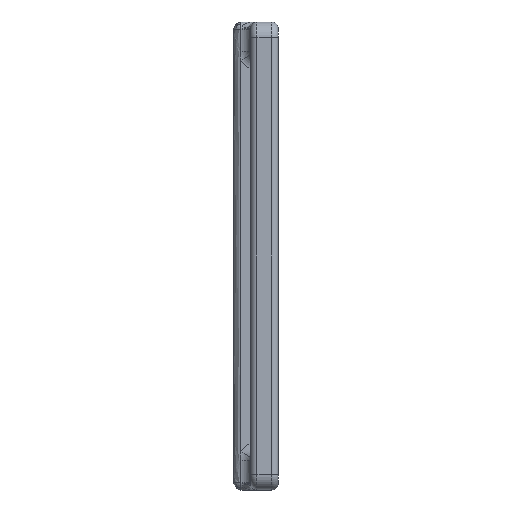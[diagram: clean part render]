
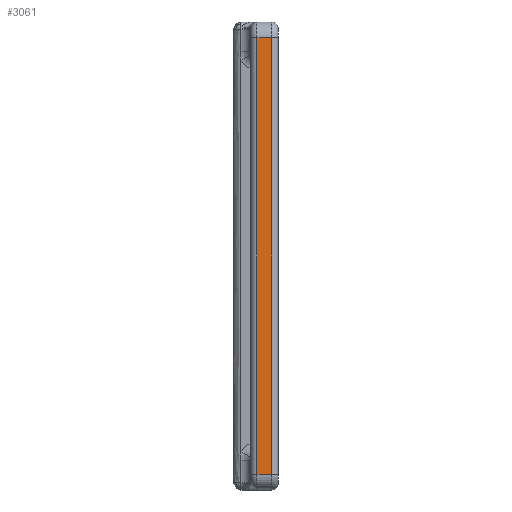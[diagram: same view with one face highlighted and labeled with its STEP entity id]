
A CAD part, left-side view. The second image highlights one B-rep face of the part: STEP entity #3061.
In plain terms, the highlighted planar face has unit normal (-1, 0, 0).
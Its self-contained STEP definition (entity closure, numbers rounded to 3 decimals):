
#545 = DIRECTION ( 'NONE',  ( 0., 0., -1. ) ) ;
#671 = EDGE_CURVE ( 'NONE', #23370, #6687, #18012, .T. ) ;
#690 = CARTESIAN_POINT ( 'NONE',  ( -16.35, 2.68, -13.46 ) ) ;
#1202 = LINE ( 'NONE', #12603, #21792 ) ;
#1247 = VERTEX_POINT ( 'NONE', #4981 ) ;
#1379 = ORIENTED_EDGE ( 'NONE', *, *, #671, .T. ) ;
#1567 = DIRECTION ( 'NONE',  ( -1., 0., 0. ) ) ;
#1816 = ORIENTED_EDGE ( 'NONE', *, *, #10908, .T. ) ;
#2759 = DIRECTION ( 'NONE',  ( 0., 1., 0. ) ) ;
#3000 = PLANE ( 'NONE',  #4810 ) ;
#3061 = ADVANCED_FACE ( 'NONE', ( #20720 ), #3000, .T. ) ;
#3093 = VECTOR ( 'NONE', #545, 1000. ) ;
#3644 = DIRECTION ( 'NONE',  ( 0., 0., 1. ) ) ;
#4455 = CARTESIAN_POINT ( 'NONE',  ( -16.35, 2.68, 41.56 ) ) ;
#4810 = AXIS2_PLACEMENT_3D ( 'NONE', #7395, #1567, #3644 ) ;
#4981 = CARTESIAN_POINT ( 'NONE',  ( -16.35, 0.8, 41.56 ) ) ;
#4996 = EDGE_CURVE ( 'NONE', #1247, #23370, #1202, .T. ) ;
#6687 = VERTEX_POINT ( 'NONE', #690 ) ;
#7302 = LINE ( 'NONE', #17111, #24063 ) ;
#7395 = CARTESIAN_POINT ( 'NONE',  ( -16.35, 3.48, 0. ) ) ;
#7396 = EDGE_CURVE ( 'NONE', #7989, #1247, #25210, .T. ) ;
#7989 = VERTEX_POINT ( 'NONE', #15541 ) ;
#8469 = VECTOR ( 'NONE', #13469, 1000. ) ;
#9451 = CARTESIAN_POINT ( 'NONE',  ( -16.35, 0.8, 43.56 ) ) ;
#10314 = EDGE_LOOP ( 'NONE', ( #1379, #1816, #12584, #18332 ) ) ;
#10908 = EDGE_CURVE ( 'NONE', #6687, #7989, #7302, .T. ) ;
#12584 = ORIENTED_EDGE ( 'NONE', *, *, #7396, .T. ) ;
#12603 = CARTESIAN_POINT ( 'NONE',  ( -16.35, 2.68, 41.56 ) ) ;
#13469 = DIRECTION ( 'NONE',  ( 0., 0., 1. ) ) ;
#14262 = CARTESIAN_POINT ( 'NONE',  ( -16.35, 2.68, -15.46 ) ) ;
#15181 = DIRECTION ( 'NONE',  ( 0., -1., 0. ) ) ;
#15541 = CARTESIAN_POINT ( 'NONE',  ( -16.35, 0.8, -13.46 ) ) ;
#17111 = CARTESIAN_POINT ( 'NONE',  ( -16.35, 3.48, -13.46 ) ) ;
#18012 = LINE ( 'NONE', #14262, #3093 ) ;
#18332 = ORIENTED_EDGE ( 'NONE', *, *, #4996, .T. ) ;
#20720 = FACE_OUTER_BOUND ( 'NONE', #10314, .T. ) ;
#21792 = VECTOR ( 'NONE', #2759, 1000. ) ;
#23370 = VERTEX_POINT ( 'NONE', #4455 ) ;
#24063 = VECTOR ( 'NONE', #15181, 1000. ) ;
#25210 = LINE ( 'NONE', #9451, #8469 ) ;
